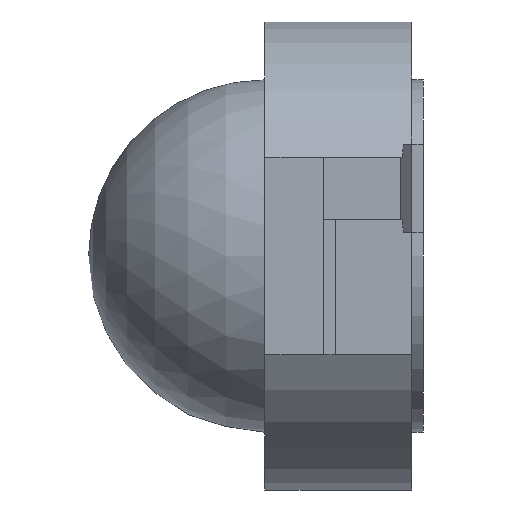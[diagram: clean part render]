
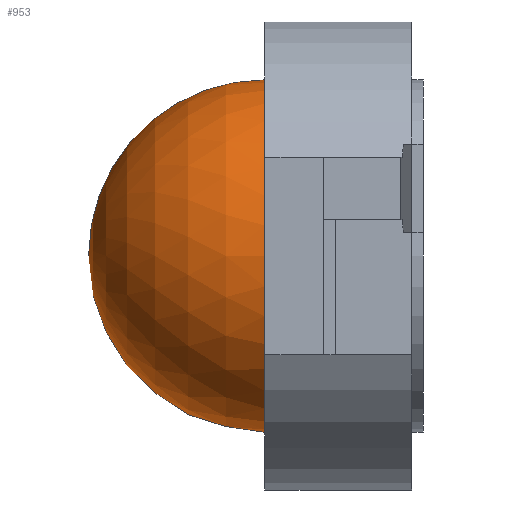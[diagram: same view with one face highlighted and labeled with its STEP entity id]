
A CAD part, left-side view. The second image highlights one B-rep face of the part: STEP entity #953.
In plain terms, the highlighted spherical face has radius 3 mm.
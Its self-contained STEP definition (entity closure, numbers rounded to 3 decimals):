
#99=SPHERICAL_SURFACE('',#1024,3.);
#110=CIRCLE('',#1021,3.);
#111=CIRCLE('',#1022,3.);
#112=CIRCLE('',#1025,3.);
#160=FACE_OUTER_BOUND('',#203,.T.);
#203=EDGE_LOOP('',(#777,#778,#779,#780));
#460=VERTEX_POINT('',#1487);
#461=VERTEX_POINT('',#1488);
#462=VERTEX_POINT('',#1493);
#566=EDGE_CURVE('',#460,#461,#110,.T.);
#567=EDGE_CURVE('',#461,#460,#111,.T.);
#568=EDGE_CURVE('',#462,#461,#112,.T.);
#777=ORIENTED_EDGE('',*,*,#566,.F.);
#778=ORIENTED_EDGE('',*,*,#567,.F.);
#779=ORIENTED_EDGE('',*,*,#568,.F.);
#780=ORIENTED_EDGE('',*,*,#568,.T.);
#953=ADVANCED_FACE('',(#160),#99,.T.);
#1021=AXIS2_PLACEMENT_3D('',#1489,#1234,#1235);
#1022=AXIS2_PLACEMENT_3D('',#1490,#1236,#1237);
#1024=AXIS2_PLACEMENT_3D('',#1492,#1240,#1241);
#1025=AXIS2_PLACEMENT_3D('',#1494,#1242,#1243);
#1234=DIRECTION('center_axis',(0.,-1.,0.));
#1235=DIRECTION('ref_axis',(1.,0.,0.));
#1236=DIRECTION('center_axis',(0.,-1.,0.));
#1237=DIRECTION('ref_axis',(1.,0.,0.));
#1240=DIRECTION('center_axis',(0.,1.,0.));
#1241=DIRECTION('ref_axis',(0.,0.,-1.));
#1242=DIRECTION('center_axis',(1.,0.,0.));
#1243=DIRECTION('ref_axis',(0.,0.,1.));
#1487=CARTESIAN_POINT('',(3.,2.5,0.));
#1488=CARTESIAN_POINT('',(0.,2.5,3.));
#1489=CARTESIAN_POINT('Origin',(0.,2.5,0.));
#1490=CARTESIAN_POINT('Origin',(0.,2.5,0.));
#1492=CARTESIAN_POINT('Origin',(0.,2.5,0.));
#1493=CARTESIAN_POINT('',(0.,5.5,0.));
#1494=CARTESIAN_POINT('Origin',(0.,2.5,0.));
